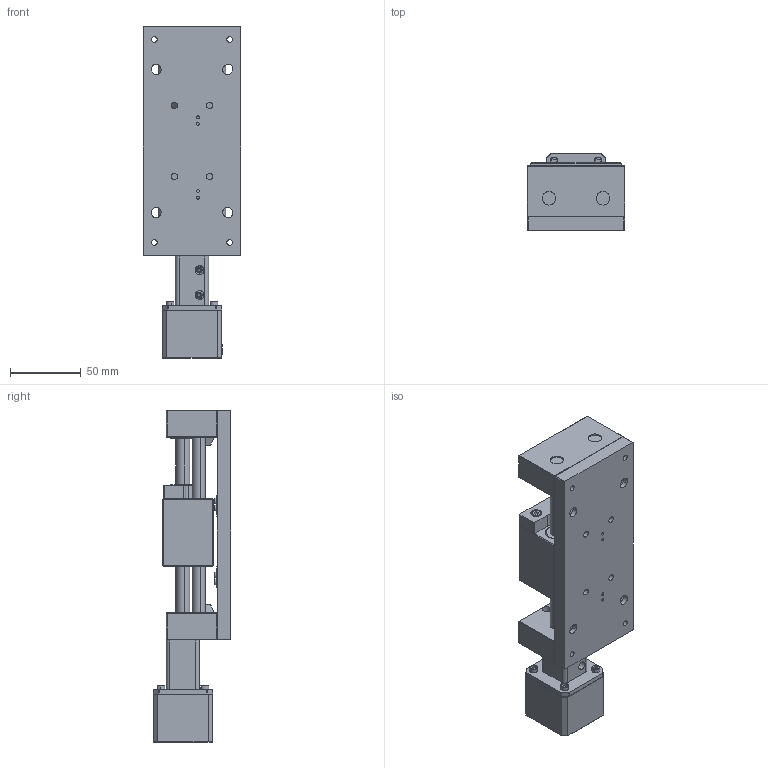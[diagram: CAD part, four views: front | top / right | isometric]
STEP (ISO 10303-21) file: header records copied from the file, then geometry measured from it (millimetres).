
FILE_DESCRIPTION (( 'STEP AP203' ), '1' );
FILE_NAME ('ET-50-x1.STEP', '2012-09-24T22:30:48', ( 'Guy DiMauro' ), ( '' ), 'SwSTEP 2.0', 'SolidWorks 2012', '' );
FILE_SCHEMA (( 'CONFIG_CONTROL_DESIGN' ));
Length unit declared in the file: inch
Products named in the file (1): ET-50-x1
Bounding box: 68.58 x 54.74 x 233.93 mm (x, y, z)
Volume: 382486.4 mm3; surface area: 134446.5 mm2
Topology: 33 solids, 33 shells, 1162 faces, 2628 edges, 1576 vertices
Faces by surface type: cylinder 494, plane 436, cone 144, torus 64, sphere 24
Entity records: 32805 total; most frequent: CARTESIAN_POINT 6097, DIRECTION 5976, ORIENTED_EDGE 5136, EDGE_CURVE 2568, AXIS2_PLACEMENT_3D 2323, VERTEX_POINT 1576, EDGE_LOOP 1392, VECTOR 1330
